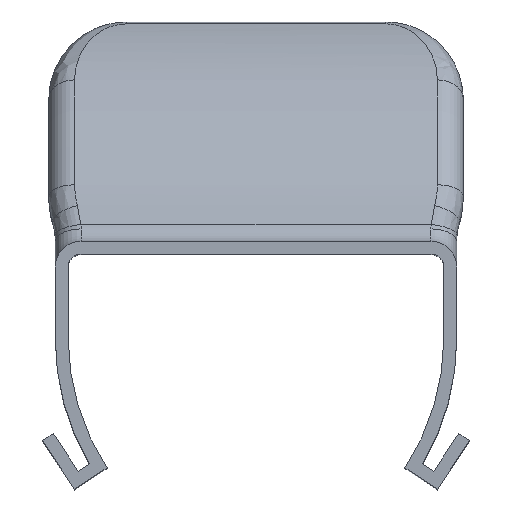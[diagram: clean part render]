
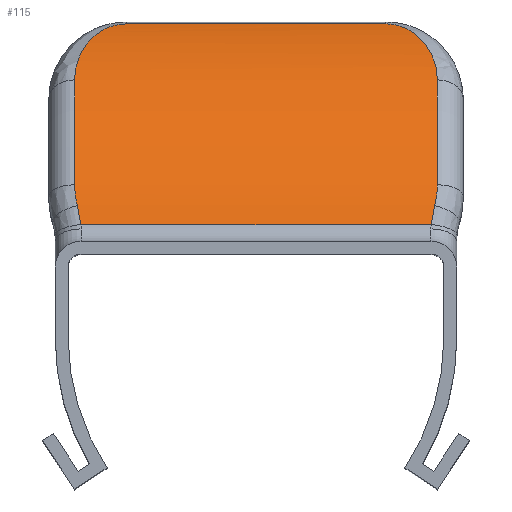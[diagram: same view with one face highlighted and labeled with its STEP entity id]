
A CAD part, top view. The second image highlights one B-rep face of the part: STEP entity #115.
In plain terms, the highlighted cylindrical face has radius 26.348 mm (diameter 52.695 mm), a partial arc.
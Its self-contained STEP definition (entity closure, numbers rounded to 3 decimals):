
#115=ADVANCED_FACE('',(#234),#235,.T.);
#234=FACE_OUTER_BOUND('',#654,.T.);
#235=CYLINDRICAL_SURFACE('',#655,26.348);
#654=EDGE_LOOP('',(#1282,#1283,#1284,#1285,#1286,#1287,#1288,#1289,#1290,#1291));
#655=AXIS2_PLACEMENT_3D('',#1292,#1293,#1294);
#1282=ORIENTED_EDGE('',*,*,#1676,.T.);
#1283=ORIENTED_EDGE('',*,*,#1673,.T.);
#1284=ORIENTED_EDGE('',*,*,#1703,.T.);
#1285=ORIENTED_EDGE('',*,*,#1696,.T.);
#1286=ORIENTED_EDGE('',*,*,#1694,.T.);
#1287=ORIENTED_EDGE('',*,*,#1691,.T.);
#1288=ORIENTED_EDGE('',*,*,#1688,.T.);
#1289=ORIENTED_EDGE('',*,*,#1685,.T.);
#1290=ORIENTED_EDGE('',*,*,#1682,.T.);
#1291=ORIENTED_EDGE('',*,*,#1679,.T.);
#1292=CARTESIAN_POINT('',(15.0,-6.5,7.5));
#1293=DIRECTION('',(1.0,-0.0,0.0));
#1294=DIRECTION('',(0.0,0.0,1.0));
#1673=EDGE_CURVE('',#1959,#1956,#1961,.T.);
#1676=EDGE_CURVE('',#1962,#1959,#1966,.T.);
#1679=EDGE_CURVE('',#1967,#1962,#1971,.T.);
#1682=EDGE_CURVE('',#1972,#1967,#1976,.T.);
#1685=EDGE_CURVE('',#1977,#1972,#1981,.T.);
#1688=EDGE_CURVE('',#1982,#1977,#1986,.T.);
#1691=EDGE_CURVE('',#1987,#1982,#1991,.T.);
#1694=EDGE_CURVE('',#1992,#1987,#1995,.T.);
#1696=EDGE_CURVE('',#1996,#1992,#1998,.T.);
#1703=EDGE_CURVE('',#1956,#1996,#2007,.T.);
#1956=VERTEX_POINT('',#2375);
#1959=VERTEX_POINT('',#2381);
#1961=B_SPLINE_CURVE_WITH_KNOTS('',3,(#2383,#2384,#2385,#2386),.UNSPECIFIED.,.F.,.F.,(4,4),(0.0,0.002),.UNSPECIFIED.);
#1962=VERTEX_POINT('',#2387);
#1966=B_SPLINE_CURVE_WITH_KNOTS('',3,(#2394,#2395,#2396,#2397),.UNSPECIFIED.,.F.,.F.,(4,4),(0.0,0.002),.UNSPECIFIED.);
#1967=VERTEX_POINT('',#2398);
#1971=CIRCLE('',#2402,26.348);
#1972=VERTEX_POINT('',#2403);
#1976=B_SPLINE_CURVE_WITH_KNOTS('',3,(#2426,#2427,#2428,#2429,#2430,#2431,#2432,#2433,#2434,#2435,#2436,#2437,#2438,#2439,#2440,#2441,#2442,#2443,#2444,#2445),.UNSPECIFIED.,.F.,.F.,(4,2,2,2,2,2,2,2,2,4),(0.0,0.001,0.001,0.002,0.002,0.004,0.005,0.006,0.007,0.01),.UNSPECIFIED.);
#1977=VERTEX_POINT('',#2446);
#1981=LINE('',#2451,#2452);
#1982=VERTEX_POINT('',#2453);
#1986=B_SPLINE_CURVE_WITH_KNOTS('',3,(#2476,#2477,#2478,#2479,#2480,#2481,#2482,#2483,#2484,#2485,#2486,#2487,#2488,#2489,#2490,#2491,#2492,#2493),.UNSPECIFIED.,.F.,.F.,(4,2,2,2,2,2,2,2,4),(0.0,0.002,0.005,0.006,0.007,0.008,0.009,0.009,0.01),.UNSPECIFIED.);
#1987=VERTEX_POINT('',#2494);
#1991=CIRCLE('',#2498,26.348);
#1992=VERTEX_POINT('',#2499);
#1995=B_SPLINE_CURVE_WITH_KNOTS('',3,(#2505,#2506,#2507,#2508),.UNSPECIFIED.,.F.,.F.,(4,4),(0.0,0.002),.UNSPECIFIED.);
#1996=VERTEX_POINT('',#2509);
#1998=B_SPLINE_CURVE_WITH_KNOTS('',3,(#2511,#2512,#2513,#2514),.UNSPECIFIED.,.F.,.F.,(4,4),(0.0,0.002),.UNSPECIFIED.);
#2007=LINE('',#2528,#2529);
#2375=CARTESIAN_POINT('',(-13.53,2.33,32.324));
#2381=CARTESIAN_POINT('',(-13.79,3.813,31.745));
#2383=CARTESIAN_POINT('',(-13.79,3.813,31.745));
#2384=CARTESIAN_POINT('',(-13.66,3.331,31.95));
#2385=CARTESIAN_POINT('',(-13.573,2.837,32.144));
#2386=CARTESIAN_POINT('',(-13.53,2.33,32.324));
#2387=CARTESIAN_POINT('',(-14.0,5.404,31.005));
#2394=CARTESIAN_POINT('',(-14.0,5.404,31.005));
#2395=CARTESIAN_POINT('',(-14.0,4.874,31.273));
#2396=CARTESIAN_POINT('',(-13.933,4.343,31.52));
#2397=CARTESIAN_POINT('',(-13.79,3.813,31.745));
#2398=CARTESIAN_POINT('',(-14.0,13.52,24.629));
#2402=AXIS2_PLACEMENT_3D('',#2913,#2914,#2915);
#2403=CARTESIAN_POINT('',(-10.,17.848,17.568));
#2426=CARTESIAN_POINT('',(-10.,17.848,17.568));
#2427=CARTESIAN_POINT('',(-10.209,17.848,17.568));
#2428=CARTESIAN_POINT('',(-10.41,17.83,17.611));
#2429=CARTESIAN_POINT('',(-10.793,17.767,17.761));
#2430=CARTESIAN_POINT('',(-10.966,17.724,17.864));
#2431=CARTESIAN_POINT('',(-11.288,17.622,18.1));
#2432=CARTESIAN_POINT('',(-11.436,17.563,18.233));
#2433=CARTESIAN_POINT('',(-11.709,17.437,18.512));
#2434=CARTESIAN_POINT('',(-11.835,17.369,18.658));
#2435=CARTESIAN_POINT('',(-12.191,17.153,19.112));
#2436=CARTESIAN_POINT('',(-12.399,16.993,19.433));
#2437=CARTESIAN_POINT('',(-12.768,16.655,20.077));
#2438=CARTESIAN_POINT('',(-12.932,16.475,20.404));
#2439=CARTESIAN_POINT('',(-13.225,16.092,21.062));
#2440=CARTESIAN_POINT('',(-13.355,15.889,21.395));
#2441=CARTESIAN_POINT('',(-13.581,15.463,22.059));
#2442=CARTESIAN_POINT('',(-13.677,15.242,22.388));
#2443=CARTESIAN_POINT('',(-13.911,14.551,23.365));
#2444=CARTESIAN_POINT('',(-14.0,14.055,24.003));
#2445=CARTESIAN_POINT('',(-14.0,13.52,24.629));
#2446=CARTESIAN_POINT('',(10.0,17.848,17.568));
#2451=CARTESIAN_POINT('',(15.0,17.848,17.568));
#2452=VECTOR('',#2923,1000.0);
#2453=CARTESIAN_POINT('',(14.0,13.52,24.629));
#2476=CARTESIAN_POINT('',(14.0,13.52,24.629));
#2477=CARTESIAN_POINT('',(14.0,14.055,24.003));
#2478=CARTESIAN_POINT('',(13.911,14.551,23.364));
#2479=CARTESIAN_POINT('',(13.598,15.475,22.058));
#2480=CARTESIAN_POINT('',(13.37,15.903,21.387));
#2481=CARTESIAN_POINT('',(12.931,16.475,20.403));
#2482=CARTESIAN_POINT('',(12.769,16.655,20.077));
#2483=CARTESIAN_POINT('',(12.4,16.992,19.435));
#2484=CARTESIAN_POINT('',(12.195,17.15,19.118));
#2485=CARTESIAN_POINT('',(11.837,17.368,18.66));
#2486=CARTESIAN_POINT('',(11.71,17.436,18.513));
#2487=CARTESIAN_POINT('',(11.435,17.563,18.232));
#2488=CARTESIAN_POINT('',(11.287,17.622,18.099));
#2489=CARTESIAN_POINT('',(10.967,17.724,17.864));
#2490=CARTESIAN_POINT('',(10.795,17.767,17.762));
#2491=CARTESIAN_POINT('',(10.411,17.83,17.611));
#2492=CARTESIAN_POINT('',(10.21,17.848,17.568));
#2493=CARTESIAN_POINT('',(10.0,17.848,17.568));
#2494=CARTESIAN_POINT('',(14.0,5.404,31.005));
#2498=AXIS2_PLACEMENT_3D('',#2933,#2934,#2935);
#2499=CARTESIAN_POINT('',(13.79,3.813,31.745));
#2505=CARTESIAN_POINT('',(13.79,3.813,31.745));
#2506=CARTESIAN_POINT('',(13.933,4.343,31.52));
#2507=CARTESIAN_POINT('',(14.0,4.874,31.273));
#2508=CARTESIAN_POINT('',(14.0,5.404,31.005));
#2509=CARTESIAN_POINT('',(13.53,2.33,32.324));
#2511=CARTESIAN_POINT('',(13.53,2.33,32.324));
#2512=CARTESIAN_POINT('',(13.573,2.837,32.144));
#2513=CARTESIAN_POINT('',(13.66,3.331,31.95));
#2514=CARTESIAN_POINT('',(13.79,3.813,31.745));
#2528=CARTESIAN_POINT('',(15.0,2.33,32.324));
#2529=VECTOR('',#2953,1000.0);
#2913=CARTESIAN_POINT('',(-14.0,-6.5,7.5));
#2914=DIRECTION('',(1.0,0.0,-0.0));
#2915=DIRECTION('',(0.0,0.,1.0));
#2923=DIRECTION('',(-1.0,0.0,0.0));
#2933=CARTESIAN_POINT('',(14.0,-6.5,7.5));
#2934=DIRECTION('',(-1.0,0.0,0.0));
#2935=DIRECTION('',(0.0,0.0,1.0));
#2953=DIRECTION('',(1.0,-0.0,-0.0));
